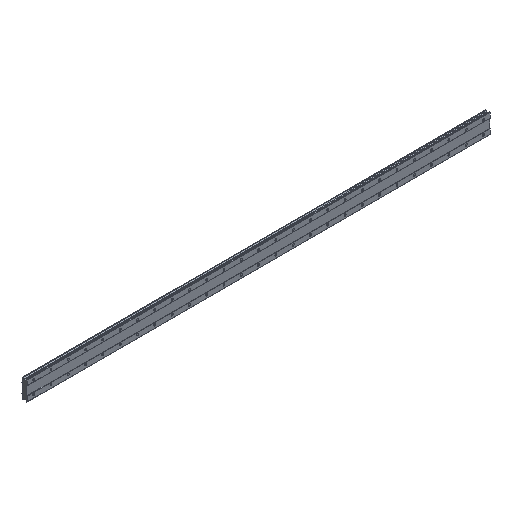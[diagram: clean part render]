
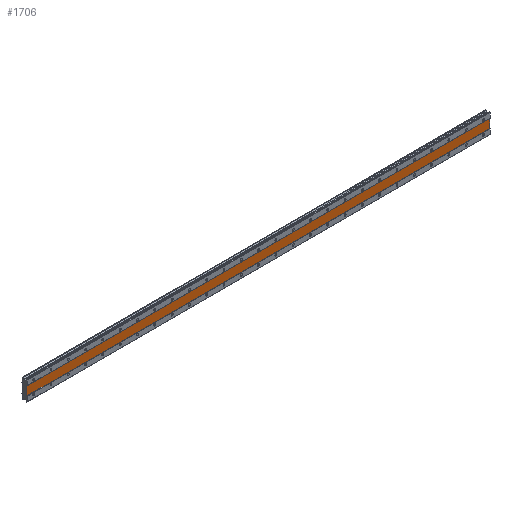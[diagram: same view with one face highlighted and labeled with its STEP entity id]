
A CAD part, isometric view. The second image highlights one B-rep face of the part: STEP entity #1706.
In plain terms, the highlighted planar face has unit normal (0, -1, 0).
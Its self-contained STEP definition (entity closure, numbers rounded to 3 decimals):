
#224 = CARTESIAN_POINT ( 'NONE',  ( 2110., 1., 20. ) ) ;
#412 = CARTESIAN_POINT ( 'NONE',  ( -30., 1., 20. ) ) ;
#764 = CARTESIAN_POINT ( 'NONE',  ( 2110., 1., -20. ) ) ;
#811 = VERTEX_POINT ( 'NONE', #9341 ) ;
#1281 = ORIENTED_EDGE ( 'NONE', *, *, #2888, .F. ) ;
#1706 = ADVANCED_FACE ( 'NONE', ( #9092 ), #1791, .F. ) ;
#1791 = PLANE ( 'NONE',  #6129 ) ;
#1975 = CARTESIAN_POINT ( 'NONE',  ( 2110., 1., 20. ) ) ;
#2358 = ORIENTED_EDGE ( 'NONE', *, *, #3306, .F. ) ;
#2692 = DIRECTION ( 'NONE',  ( 0., 1., 0. ) ) ;
#2711 = VERTEX_POINT ( 'NONE', #3563 ) ;
#2840 = DIRECTION ( 'NONE',  ( 0., 0., -1. ) ) ;
#2888 = EDGE_CURVE ( 'NONE', #2711, #7917, #4416, .T. ) ;
#3264 = DIRECTION ( 'NONE',  ( 0., 0., 1. ) ) ;
#3306 = EDGE_CURVE ( 'NONE', #811, #2711, #7551, .T. ) ;
#3563 = CARTESIAN_POINT ( 'NONE',  ( -30., 1., 20. ) ) ;
#3697 = CARTESIAN_POINT ( 'NONE',  ( 2110., 1., 20. ) ) ;
#3699 = EDGE_CURVE ( 'NONE', #4239, #811, #7991, .T. ) ;
#3801 = DIRECTION ( 'NONE',  ( 1., 0., 0. ) ) ;
#4134 = VECTOR ( 'NONE', #8952, 1000. ) ;
#4239 = VERTEX_POINT ( 'NONE', #764 ) ;
#4316 = LINE ( 'NONE', #3697, #8351 ) ;
#4416 = LINE ( 'NONE', #224, #5676 ) ;
#5214 = ORIENTED_EDGE ( 'NONE', *, *, #5861, .F. ) ;
#5532 = VECTOR ( 'NONE', #5643, 1000. ) ;
#5643 = DIRECTION ( 'NONE',  ( -1., 0., 0. ) ) ;
#5676 = VECTOR ( 'NONE', #3801, 1000. ) ;
#5861 = EDGE_CURVE ( 'NONE', #7917, #4239, #4316, .T. ) ;
#6114 = CARTESIAN_POINT ( 'NONE',  ( 2110., 1., 20. ) ) ;
#6129 = AXIS2_PLACEMENT_3D ( 'NONE', #1975, #2692, #3264 ) ;
#6780 = EDGE_LOOP ( 'NONE', ( #8523, #5214, #1281, #2358 ) ) ;
#7551 = LINE ( 'NONE', #412, #4134 ) ;
#7854 = CARTESIAN_POINT ( 'NONE',  ( 2110., 1., -20. ) ) ;
#7917 = VERTEX_POINT ( 'NONE', #6114 ) ;
#7991 = LINE ( 'NONE', #7854, #5532 ) ;
#8351 = VECTOR ( 'NONE', #2840, 1000. ) ;
#8523 = ORIENTED_EDGE ( 'NONE', *, *, #3699, .F. ) ;
#8952 = DIRECTION ( 'NONE',  ( 0., 0., 1. ) ) ;
#9092 = FACE_OUTER_BOUND ( 'NONE', #6780, .T. ) ;
#9341 = CARTESIAN_POINT ( 'NONE',  ( -30., 1., -20. ) ) ;
